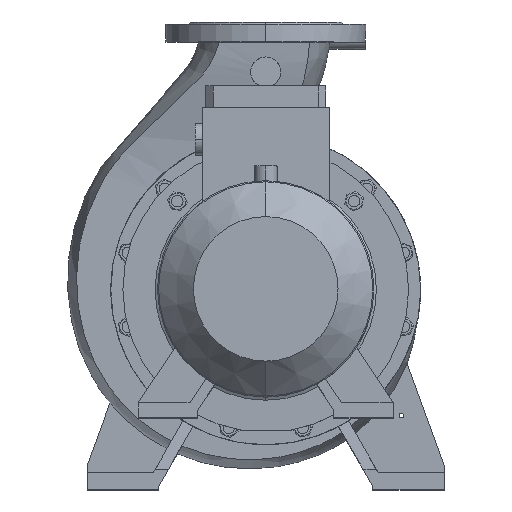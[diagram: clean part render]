
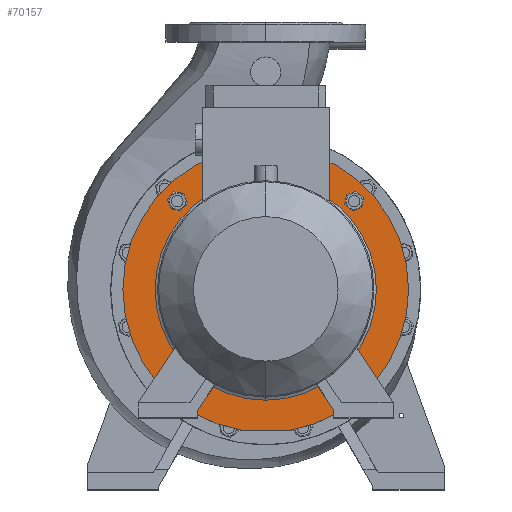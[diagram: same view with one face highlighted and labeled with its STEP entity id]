
A CAD part, top view. The second image highlights one B-rep face of the part: STEP entity #70157.
In plain terms, the highlighted planar face has unit normal (0, 0, 1).
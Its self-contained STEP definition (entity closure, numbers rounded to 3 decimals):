
#384 = FACE_BOUND ( 'NONE', #18213, .T. ) ;
#839 = CIRCLE ( 'NONE', #73361, 155. ) ;
#921 = CIRCLE ( 'NONE', #21573, 11.4 ) ;
#971 = LINE ( 'NONE', #34875, #57007 ) ;
#1075 = AXIS2_PLACEMENT_3D ( 'NONE', #42366, #31472, #59870 ) ;
#1342 = VERTEX_POINT ( 'NONE', #53972 ) ;
#1442 = ORIENTED_EDGE ( 'NONE', *, *, #24471, .T. ) ;
#1896 = DIRECTION ( 'NONE',  ( 0., 0., -1. ) ) ;
#3470 = CARTESIAN_POINT ( 'NONE',  ( -34.511, -197., 279. ) ) ;
#4055 = EDGE_CURVE ( 'NONE', #41317, #64549, #58483, .T. ) ;
#4848 = FACE_BOUND ( 'NONE', #41945, .T. ) ;
#5742 = ORIENTED_EDGE ( 'NONE', *, *, #54084, .T. ) ;
#6510 = CIRCLE ( 'NONE', #12239, 200. ) ;
#7216 = CIRCLE ( 'NONE', #21458, 11.4 ) ;
#7527 = VERTEX_POINT ( 'NONE', #25998 ) ;
#8455 = FACE_BOUND ( 'NONE', #68136, .T. ) ;
#9225 = DIRECTION ( 'NONE',  ( 0., 0., -1. ) ) ;
#9269 = CARTESIAN_POINT ( 'NONE',  ( 0., 0., 279. ) ) ;
#10169 = CARTESIAN_POINT ( 'NONE',  ( 134.97, -125.723, 279. ) ) ;
#11017 = VERTEX_POINT ( 'NONE', #37008 ) ;
#11256 = EDGE_CURVE ( 'NONE', #70540, #64016, #839, .T. ) ;
#11553 = DIRECTION ( 'NONE',  ( 0., 0., -1. ) ) ;
#11796 = CARTESIAN_POINT ( 'NONE',  ( -123.744, 123.744, 279. ) ) ;
#12239 = AXIS2_PLACEMENT_3D ( 'NONE', #9269, #37977, #21309 ) ;
#13617 = CARTESIAN_POINT ( 'NONE',  ( 0., 200., 279. ) ) ;
#16945 = CARTESIAN_POINT ( 'NONE',  ( 123.744, -123.744, 279. ) ) ;
#17808 = CARTESIAN_POINT ( 'NONE',  ( 112.517, -121.764, 279. ) ) ;
#17916 = EDGE_CURVE ( 'NONE', #30792, #71700, #921, .T. ) ;
#18213 = EDGE_LOOP ( 'NONE', ( #45013, #55286 ) ) ;
#18713 = DIRECTION ( 'NONE',  ( 0., -1., 0. ) ) ;
#20633 = CIRCLE ( 'NONE', #31096, 11.4 ) ;
#21309 = DIRECTION ( 'NONE',  ( 0., 1., 0. ) ) ;
#21458 = AXIS2_PLACEMENT_3D ( 'NONE', #36396, #1896, #48098 ) ;
#21573 = AXIS2_PLACEMENT_3D ( 'NONE', #28675, #11553, #46414 ) ;
#21814 = DIRECTION ( 'NONE',  ( 0., -1., 0. ) ) ;
#23952 = DIRECTION ( 'NONE',  ( 0., 0., -1. ) ) ;
#24471 = EDGE_CURVE ( 'NONE', #1342, #11017, #62161, .T. ) ;
#25998 = CARTESIAN_POINT ( 'NONE',  ( 34.511, -197., 279. ) ) ;
#27435 = VERTEX_POINT ( 'NONE', #69954 ) ;
#27492 = VERTEX_POINT ( 'NONE', #48672 ) ;
#28425 = DIRECTION ( 'NONE',  ( 0., -1., 0. ) ) ;
#28665 = DIRECTION ( 'NONE',  ( 0., 0., -1. ) ) ;
#28675 = CARTESIAN_POINT ( 'NONE',  ( -123.744, -123.744, 279. ) ) ;
#29993 = AXIS2_PLACEMENT_3D ( 'NONE', #58698, #23952, #70306 ) ;
#30192 = AXIS2_PLACEMENT_3D ( 'NONE', #11796, #28665, #28425 ) ;
#30792 = VERTEX_POINT ( 'NONE', #57785 ) ;
#31096 = AXIS2_PLACEMENT_3D ( 'NONE', #42402, #65249, #65010 ) ;
#31472 = DIRECTION ( 'NONE',  ( 0., 0., -1. ) ) ;
#31534 = CIRCLE ( 'NONE', #56269, 11.4 ) ;
#31626 = DIRECTION ( 'NONE',  ( 0., 0., -1. ) ) ;
#33475 = DIRECTION ( 'NONE',  ( 0., -1., 0. ) ) ;
#33575 = CIRCLE ( 'NONE', #1075, 155. ) ;
#34465 = DIRECTION ( 'NONE',  ( 0., 0., 1. ) ) ;
#34875 = CARTESIAN_POINT ( 'NONE',  ( -200., -197., 279. ) ) ;
#35564 = EDGE_CURVE ( 'NONE', #27492, #27435, #60372, .T. ) ;
#35807 = DIRECTION ( 'NONE',  ( 0., -1., 0. ) ) ;
#36396 = CARTESIAN_POINT ( 'NONE',  ( -123.744, -123.744, 279. ) ) ;
#37008 = CARTESIAN_POINT ( 'NONE',  ( -112.517, 121.764, 279. ) ) ;
#37215 = CIRCLE ( 'NONE', #56378, 11.4 ) ;
#37977 = DIRECTION ( 'NONE',  ( 0., 0., -1. ) ) ;
#38651 = EDGE_CURVE ( 'NONE', #27435, #27492, #37215, .T. ) ;
#40864 = DIRECTION ( 'NONE',  ( 0., 0., -1. ) ) ;
#41270 = DIRECTION ( 'NONE',  ( 0., 1., 0. ) ) ;
#41317 = VERTEX_POINT ( 'NONE', #17808 ) ;
#41913 = EDGE_CURVE ( 'NONE', #72570, #7527, #71804, .T. ) ;
#41945 = EDGE_LOOP ( 'NONE', ( #66872, #47787 ) ) ;
#42366 = CARTESIAN_POINT ( 'NONE',  ( 0., 0., 279. ) ) ;
#42402 = CARTESIAN_POINT ( 'NONE',  ( -123.744, 123.744, 279. ) ) ;
#42698 = ORIENTED_EDGE ( 'NONE', *, *, #11256, .T. ) ;
#42863 = ORIENTED_EDGE ( 'NONE', *, *, #43664, .T. ) ;
#43040 = CARTESIAN_POINT ( 'NONE',  ( 0., 155., 279. ) ) ;
#43664 = EDGE_CURVE ( 'NONE', #11017, #1342, #20633, .T. ) ;
#44700 = EDGE_LOOP ( 'NONE', ( #49266, #61238, #60637 ) ) ;
#45013 = ORIENTED_EDGE ( 'NONE', *, *, #35564, .T. ) ;
#45562 = EDGE_LOOP ( 'NONE', ( #42698, #57845 ) ) ;
#45734 = AXIS2_PLACEMENT_3D ( 'NONE', #63994, #40864, #35807 ) ;
#46105 = CARTESIAN_POINT ( 'NONE',  ( 0., -155., 279. ) ) ;
#46414 = DIRECTION ( 'NONE',  ( 0., -1., 0. ) ) ;
#46459 = FACE_OUTER_BOUND ( 'NONE', #44700, .T. ) ;
#47154 = CARTESIAN_POINT ( 'NONE',  ( 0., 0., 279. ) ) ;
#47787 = ORIENTED_EDGE ( 'NONE', *, *, #17916, .T. ) ;
#47995 = EDGE_LOOP ( 'NONE', ( #61772, #5742 ) ) ;
#48098 = DIRECTION ( 'NONE',  ( 0., -1., 0. ) ) ;
#48672 = CARTESIAN_POINT ( 'NONE',  ( 121.764, 112.517, 279. ) ) ;
#49266 = ORIENTED_EDGE ( 'NONE', *, *, #53693, .T. ) ;
#53200 = EDGE_CURVE ( 'NONE', #64016, #70540, #33575, .T. ) ;
#53578 = CARTESIAN_POINT ( 'NONE',  ( -121.764, -112.517, 279. ) ) ;
#53693 = EDGE_CURVE ( 'NONE', #65187, #7527, #971, .T. ) ;
#53724 = FACE_BOUND ( 'NONE', #47995, .T. ) ;
#53972 = CARTESIAN_POINT ( 'NONE',  ( -134.97, 125.723, 279. ) ) ;
#54084 = EDGE_CURVE ( 'NONE', #64549, #41317, #31534, .T. ) ;
#55286 = ORIENTED_EDGE ( 'NONE', *, *, #38651, .T. ) ;
#56269 = AXIS2_PLACEMENT_3D ( 'NONE', #16945, #56890, #74559 ) ;
#56378 = AXIS2_PLACEMENT_3D ( 'NONE', #70767, #31626, #18713 ) ;
#56890 = DIRECTION ( 'NONE',  ( 0., 0., -1. ) ) ;
#57007 = VECTOR ( 'NONE', #59726, 1000. ) ;
#57296 = AXIS2_PLACEMENT_3D ( 'NONE', #62393, #34465, #33475 ) ;
#57785 = CARTESIAN_POINT ( 'NONE',  ( -125.723, -134.97, 279. ) ) ;
#57845 = ORIENTED_EDGE ( 'NONE', *, *, #53200, .T. ) ;
#58483 = CIRCLE ( 'NONE', #66977, 11.4 ) ;
#58698 = CARTESIAN_POINT ( 'NONE',  ( 0., 0., 279. ) ) ;
#58990 = EDGE_CURVE ( 'NONE', #65187, #72570, #6510, .T. ) ;
#59059 = DIRECTION ( 'NONE',  ( 0., 0., -1. ) ) ;
#59726 = DIRECTION ( 'NONE',  ( 1., 0., 0. ) ) ;
#59870 = DIRECTION ( 'NONE',  ( 0., 1., 0. ) ) ;
#60046 = FACE_BOUND ( 'NONE', #45562, .T. ) ;
#60372 = CIRCLE ( 'NONE', #45734, 11.4 ) ;
#60637 = ORIENTED_EDGE ( 'NONE', *, *, #58990, .F. ) ;
#61238 = ORIENTED_EDGE ( 'NONE', *, *, #41913, .F. ) ;
#61772 = ORIENTED_EDGE ( 'NONE', *, *, #4055, .T. ) ;
#62148 = PLANE ( 'NONE',  #57296 ) ;
#62161 = CIRCLE ( 'NONE', #30192, 11.4 ) ;
#62393 = CARTESIAN_POINT ( 'NONE',  ( 0., 200., 279. ) ) ;
#63994 = CARTESIAN_POINT ( 'NONE',  ( 123.744, 123.744, 279. ) ) ;
#64016 = VERTEX_POINT ( 'NONE', #46105 ) ;
#64549 = VERTEX_POINT ( 'NONE', #10169 ) ;
#65010 = DIRECTION ( 'NONE',  ( 0., -1., 0. ) ) ;
#65187 = VERTEX_POINT ( 'NONE', #3470 ) ;
#65249 = DIRECTION ( 'NONE',  ( 0., 0., -1. ) ) ;
#66622 = CARTESIAN_POINT ( 'NONE',  ( 123.744, -123.744, 279. ) ) ;
#66872 = ORIENTED_EDGE ( 'NONE', *, *, #71259, .T. ) ;
#66977 = AXIS2_PLACEMENT_3D ( 'NONE', #66622, #9225, #21814 ) ;
#68136 = EDGE_LOOP ( 'NONE', ( #42863, #1442 ) ) ;
#69954 = CARTESIAN_POINT ( 'NONE',  ( 125.723, 134.97, 279. ) ) ;
#70157 = ADVANCED_FACE ( 'NONE', ( #384, #53724, #4848, #8455, #46459, #60046 ), #62148, .T. ) ;
#70306 = DIRECTION ( 'NONE',  ( 0., 1., 0. ) ) ;
#70540 = VERTEX_POINT ( 'NONE', #43040 ) ;
#70767 = CARTESIAN_POINT ( 'NONE',  ( 123.744, 123.744, 279. ) ) ;
#71259 = EDGE_CURVE ( 'NONE', #71700, #30792, #7216, .T. ) ;
#71700 = VERTEX_POINT ( 'NONE', #53578 ) ;
#71804 = CIRCLE ( 'NONE', #29993, 200. ) ;
#72570 = VERTEX_POINT ( 'NONE', #13617 ) ;
#73361 = AXIS2_PLACEMENT_3D ( 'NONE', #47154, #59059, #41270 ) ;
#74559 = DIRECTION ( 'NONE',  ( 0., -1., 0. ) ) ;
